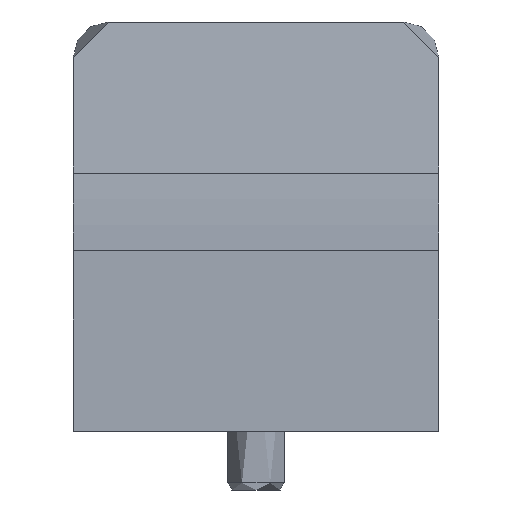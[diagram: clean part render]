
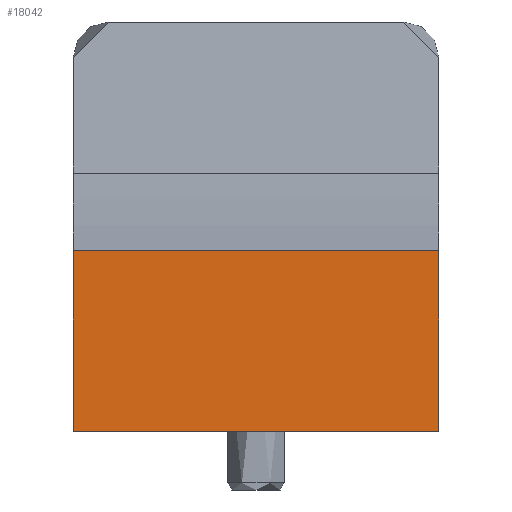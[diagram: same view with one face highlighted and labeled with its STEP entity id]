
A CAD part, left-side view. The second image highlights one B-rep face of the part: STEP entity #18042.
In plain terms, the highlighted planar face has unit normal (-1, 0, 0).
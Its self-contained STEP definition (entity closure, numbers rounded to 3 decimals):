
#243 = CARTESIAN_POINT ( 'NONE',  ( -9., 26., -6.285 ) ) ;
#403 = EDGE_LOOP ( 'NONE', ( #3106, #6887, #20013, #30708 ) ) ;
#3026 = CARTESIAN_POINT ( 'NONE',  ( -9., 26., -6.285 ) ) ;
#3106 = ORIENTED_EDGE ( 'NONE', *, *, #6481, .F. ) ;
#3153 = DIRECTION ( 'NONE',  ( 0., 1., 0. ) ) ;
#4627 = CARTESIAN_POINT ( 'NONE',  ( -9., 26., 0. ) ) ;
#4875 = DIRECTION ( 'NONE',  ( 0., 0., -1. ) ) ;
#4918 = VECTOR ( 'NONE', #26743, 1000. ) ;
#6481 = EDGE_CURVE ( 'NONE', #20154, #18774, #33524, .T. ) ;
#6887 = ORIENTED_EDGE ( 'NONE', *, *, #27866, .T. ) ;
#6929 = AXIS2_PLACEMENT_3D ( 'NONE', #4627, #18142, #4875 ) ;
#7425 = DIRECTION ( 'NONE',  ( 0., 0., 1. ) ) ;
#9011 = VERTEX_POINT ( 'NONE', #21557 ) ;
#9791 = CARTESIAN_POINT ( 'NONE',  ( -9., 26., 0. ) ) ;
#11548 = VECTOR ( 'NONE', #7425, 1000. ) ;
#12449 = EDGE_CURVE ( 'NONE', #18774, #24920, #22173, .T. ) ;
#12822 = PLANE ( 'NONE',  #6929 ) ;
#13089 = VECTOR ( 'NONE', #3153, 1000. ) ;
#13980 = CARTESIAN_POINT ( 'NONE',  ( -9., 26., 19.461 ) ) ;
#18042 = ADVANCED_FACE ( 'NONE', ( #32229 ), #12822, .F. ) ;
#18142 = DIRECTION ( 'NONE',  ( 1., 0., 0. ) ) ;
#18774 = VERTEX_POINT ( 'NONE', #3026 ) ;
#20013 = ORIENTED_EDGE ( 'NONE', *, *, #32793, .T. ) ;
#20154 = VERTEX_POINT ( 'NONE', #31359 ) ;
#21557 = CARTESIAN_POINT ( 'NONE',  ( -9., -26., 19.461 ) ) ;
#22173 = LINE ( 'NONE', #9791, #23000 ) ;
#23000 = VECTOR ( 'NONE', #28758, 1000. ) ;
#24920 = VERTEX_POINT ( 'NONE', #13980 ) ;
#26380 = CARTESIAN_POINT ( 'NONE',  ( -9., 26., 19.461 ) ) ;
#26743 = DIRECTION ( 'NONE',  ( 0., 1., 0. ) ) ;
#27866 = EDGE_CURVE ( 'NONE', #20154, #9011, #28116, .T. ) ;
#28116 = LINE ( 'NONE', #34485, #11548 ) ;
#28758 = DIRECTION ( 'NONE',  ( 0., 0., 1. ) ) ;
#30708 = ORIENTED_EDGE ( 'NONE', *, *, #12449, .F. ) ;
#31359 = CARTESIAN_POINT ( 'NONE',  ( -9., -26., -6.285 ) ) ;
#32229 = FACE_OUTER_BOUND ( 'NONE', #403, .T. ) ;
#32553 = LINE ( 'NONE', #26380, #4918 ) ;
#32793 = EDGE_CURVE ( 'NONE', #9011, #24920, #32553, .T. ) ;
#33524 = LINE ( 'NONE', #243, #13089 ) ;
#34485 = CARTESIAN_POINT ( 'NONE',  ( -9., -26., 0. ) ) ;
